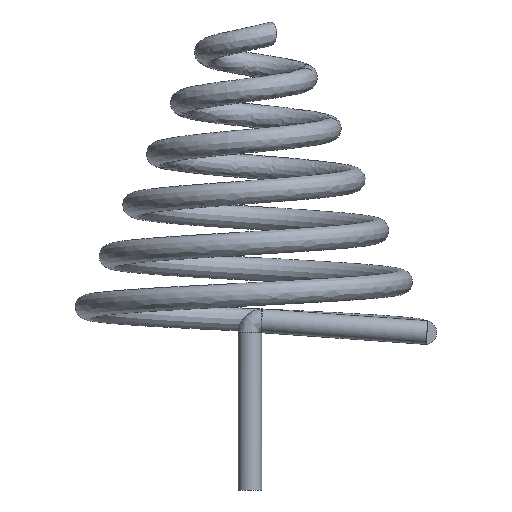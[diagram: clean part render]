
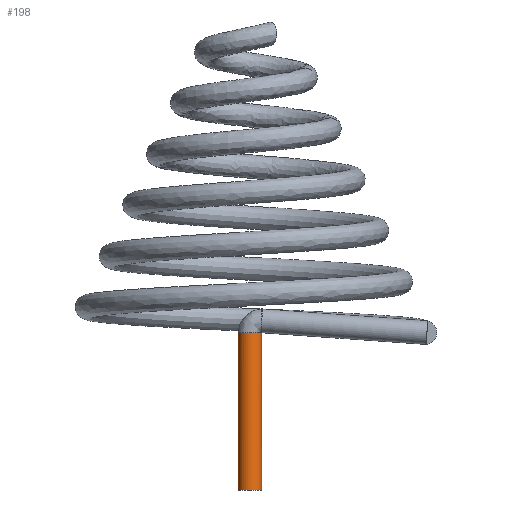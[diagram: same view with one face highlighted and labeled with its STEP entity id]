
A CAD part, front view. The second image highlights one B-rep face of the part: STEP entity #198.
In plain terms, the highlighted cylindrical face has radius 0.3 mm (diameter 0.6 mm), a full revolution.
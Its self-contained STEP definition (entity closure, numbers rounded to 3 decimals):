
#18=ELLIPSE('',#222,0.44,0.3);
#20=CYLINDRICAL_SURFACE('',#234,0.3);
#33=FACE_OUTER_BOUND('',#47,.T.);
#47=EDGE_LOOP('',(#169,#170,#171,#172,#173,#174));
#52=CIRCLE('',#218,0.3);
#53=CIRCLE('',#219,0.3);
#62=CIRCLE('',#235,0.3);
#67=LINE('',#1090,#71);
#71=VECTOR('',#285,0.3);
#84=VERTEX_POINT('',#337);
#86=VERTEX_POINT('',#357);
#87=VERTEX_POINT('',#359);
#94=VERTEX_POINT('',#1088);
#100=EDGE_CURVE('',#84,#86,#52,.T.);
#101=EDGE_CURVE('',#86,#87,#53,.T.);
#104=EDGE_CURVE('',#84,#87,#18,.T.);
#118=EDGE_CURVE('',#94,#94,#62,.T.);
#119=EDGE_CURVE('',#94,#86,#67,.T.);
#169=ORIENTED_EDGE('',*,*,#118,.F.);
#170=ORIENTED_EDGE('',*,*,#119,.T.);
#171=ORIENTED_EDGE('',*,*,#100,.F.);
#172=ORIENTED_EDGE('',*,*,#104,.T.);
#173=ORIENTED_EDGE('',*,*,#101,.F.);
#174=ORIENTED_EDGE('',*,*,#119,.F.);
#198=ADVANCED_FACE('',(#33),#20,.T.);
#218=AXIS2_PLACEMENT_3D('',#358,#247,#248);
#219=AXIS2_PLACEMENT_3D('',#360,#249,#250);
#222=AXIS2_PLACEMENT_3D('',#382,#255,#256);
#234=AXIS2_PLACEMENT_3D('',#1087,#281,#282);
#235=AXIS2_PLACEMENT_3D('',#1089,#283,#284);
#247=DIRECTION('center_axis',(0.,0.,1.));
#248=DIRECTION('ref_axis',(1.,0.,0.));
#249=DIRECTION('center_axis',(0.,0.,1.));
#250=DIRECTION('ref_axis',(1.,0.,0.));
#255=DIRECTION('center_axis',(-0.732,0.,-0.681));
#256=DIRECTION('ref_axis',(-0.681,0.,0.732));
#281=DIRECTION('center_axis',(0.,0.,-1.));
#282=DIRECTION('ref_axis',(1.,0.,0.));
#283=DIRECTION('center_axis',(0.,0.,-1.));
#284=DIRECTION('ref_axis',(1.,0.,0.));
#285=DIRECTION('',(0.,0.,1.));
#337=CARTESIAN_POINT('',(0.299,0.021,0.));
#357=CARTESIAN_POINT('',(-0.3,0.,0.));
#358=CARTESIAN_POINT('Origin',(0.,0.,0.));
#359=CARTESIAN_POINT('',(0.299,-0.021,0.));
#360=CARTESIAN_POINT('Origin',(0.,0.,0.));
#382=CARTESIAN_POINT('Origin',(0.,0.,0.321));
#1087=CARTESIAN_POINT('Origin',(0.,0.,0.));
#1088=CARTESIAN_POINT('',(-0.3,0.,-4.));
#1089=CARTESIAN_POINT('Origin',(0.,0.,-4.));
#1090=CARTESIAN_POINT('',(-0.3,0.,0.));
